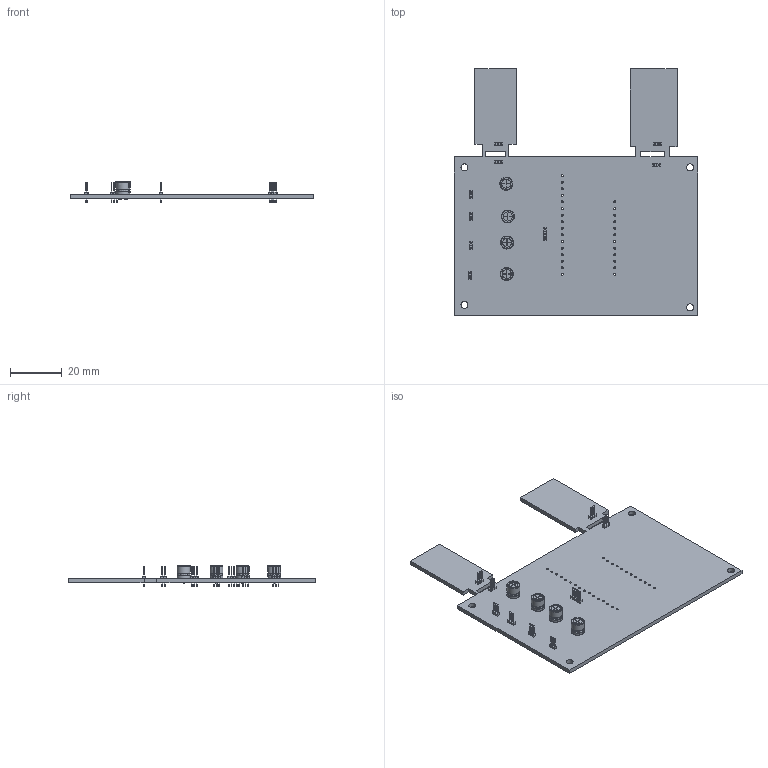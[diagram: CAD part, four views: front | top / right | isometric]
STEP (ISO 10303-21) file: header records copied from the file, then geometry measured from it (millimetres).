
FILE_DESCRIPTION(('KiCad electronic assembly'),'2;1');
FILE_NAME('controller board.step','2024-01-02T20:14:26',('Pcbnew'),( 'Kicad'),'Open CASCADE STEP processor 7.7','KiCad to STEP converter' ,'Unknown');
FILE_SCHEMA(('AUTOMOTIVE_DESIGN { 1 0 10303 214 1 1 1 1 }'));
Length unit declared in the file: millimetre
Products named in the file (8): controller board 1; PinHeader_1x03_P1.00mm_Vertical; PinHeader_1x03_P100mm_Vertical; PinHeader_1x05_P1.00mm_Vertical; PinHeader_1x05_P100mm_Vertical; CP_Radial_D5.0mm_P2.00mm; CP_Radial_D50mm_P200mm; _autosave-controller board PCB
Assembly tree (17 placements, depth 3):
  controller board 1
    PinHeader_1x03_P1.00mm_Vertical  x8
      PinHeader_1x03_P100mm_Vertical
    PinHeader_1x05_P1.00mm_Vertical
      PinHeader_1x05_P100mm_Vertical
    CP_Radial_D5.0mm_P2.00mm  x4
      CP_Radial_D50mm_P200mm
    _autosave-controller board PCB
Bounding box: 94 x 95 x 8 mm (x, y, z)
Volume: 11240.6 mm3; surface area: 15585 mm2
Topology: 14 solids, 18 shells, 1027 faces, 2491 edges, 1566 vertices
Faces by surface type: plane 854, cylinder 121, bspline 24, revolution 20, torus 8
Full cylindrical faces by diameter (mm): 0.5 x37, 0.8 x36, 2.7 x4
Entity records: 25557 total; most frequent: CARTESIAN_POINT 5631, DIRECTION 3345, LINE 2234, VECTOR 2234, ORIENTED_EDGE 1766, PCURVE 1766, DEFINITIONAL_REPRESENTATION 1766, EDGE_CURVE 883
